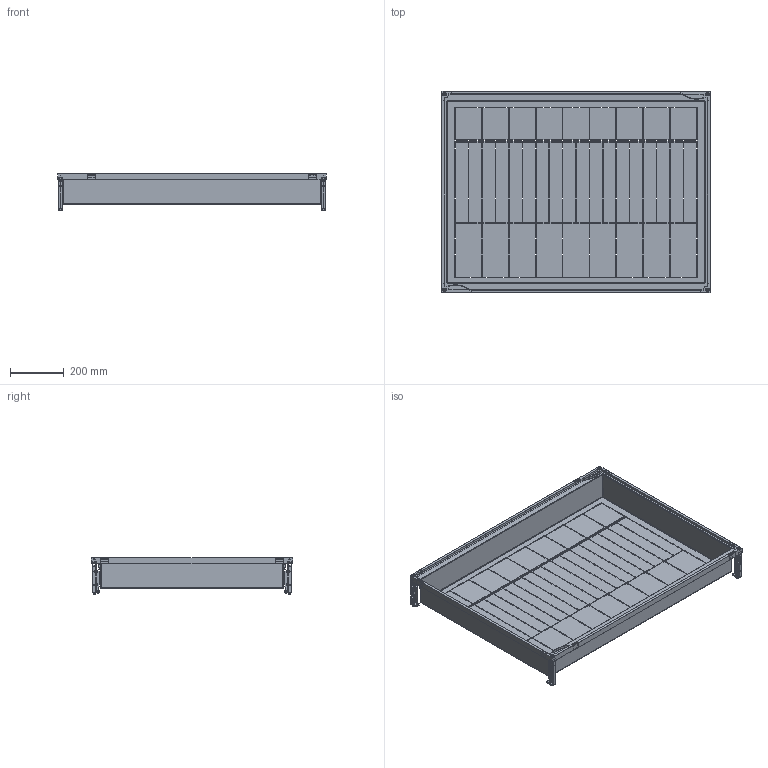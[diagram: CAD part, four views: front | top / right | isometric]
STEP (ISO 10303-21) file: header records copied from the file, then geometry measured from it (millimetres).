
FILE_DESCRIPTION(('STEP AP214'),'1');
FILE_NAME('cctmp_B42E403B-5F5B-431D-9BDF-6489A1F6E4F0_2024_05_06_10_58_16_0903..stp','2024-05-06T08:58:18',('SIEMENS A&D'),('CADClick - www.CADClick.com'),'Spatial InterOp 3D',' ','unknown authorization');
FILE_SCHEMA(('AUTOMOTIVE_DESIGN'));
Length unit declared in the file: millimetre
Products named in the file (18): cc_unnamed; 2024_05_06_10_58_16_0841; 2024_05_06_10_58_16_0809; 2024_05_06_10_58_16_0778; 2024_05_06_10_58_16_0747; 2024_05_06_10_58_16_0716; 2024_05_06_10_58_16_0653; 2024_05_06_10_58_16_0622; 2024_05_06_10_58_16_0591; 2024_05_06_10_58_16_0559; 2024_05_06_10_58_16_0497; 2024_05_06_10_58_16_0466; 2024_05_06_10_58_16_0434; 2024_05_06_10_58_16_0403; 2024_05_06_10_58_16_0372; 2024_05_06_10_58_16_0341; 2024_05_06_10_58_16_0309; 2024_05_06_10_58_16_0278
Assembly tree (17 placements, depth 2):
  cc_unnamed
    2024_05_06_10_58_16_0841
    2024_05_06_10_58_16_0809
    2024_05_06_10_58_16_0778
    2024_05_06_10_58_16_0747
    2024_05_06_10_58_16_0716
    2024_05_06_10_58_16_0653
    2024_05_06_10_58_16_0622
    2024_05_06_10_58_16_0591
    2024_05_06_10_58_16_0559
    2024_05_06_10_58_16_0497
    2024_05_06_10_58_16_0466
    2024_05_06_10_58_16_0434
    2024_05_06_10_58_16_0403
    2024_05_06_10_58_16_0372
    2024_05_06_10_58_16_0341
    2024_05_06_10_58_16_0309
    2024_05_06_10_58_16_0278
Bounding box: 1000 x 750 x 137.23 mm (x, y, z)
Volume: 2501497.4 mm3; surface area: 2512438.8 mm2
Topology: 17 solids, 17 shells, 2764 faces, 7962 edges, 5252 vertices
Faces by surface type: plane 2324, cylinder 372, torus 28, cone 24, sphere 16
Entity records: 114273 total; most frequent: CARTESIAN_POINT 16996, ORIENTED_EDGE 15892, DIRECTION 14394, EDGE_CURVE 7946, LINE 6910, VECTOR 6910, VERTEX_POINT 5252, AXIS2_PLACEMENT_3D 3742
